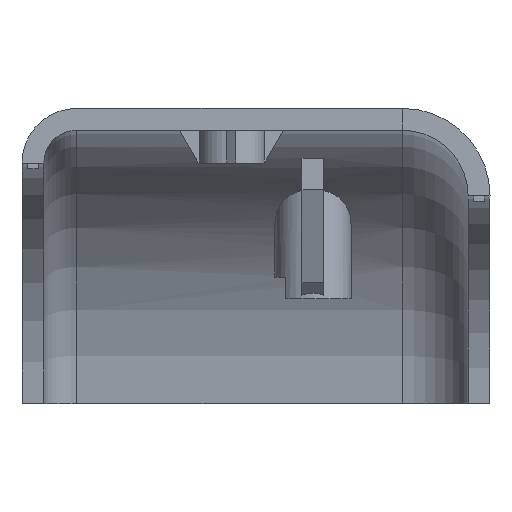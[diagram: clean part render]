
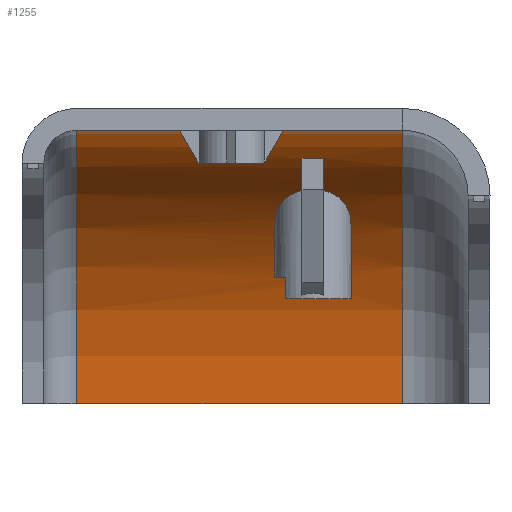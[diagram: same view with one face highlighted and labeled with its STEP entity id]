
A CAD part, left-side view. The second image highlights one B-rep face of the part: STEP entity #1255.
In plain terms, the highlighted cylindrical face has radius 25 mm (diameter 50 mm), a partial arc.
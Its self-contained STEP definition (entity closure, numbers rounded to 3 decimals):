
#21=FACE_BOUND('',#153,.T.);
#28=B_SPLINE_CURVE_WITH_KNOTS('',3,(#1941,#1942,#1943,#1944,#1945,#1946,
#1947,#1948,#1949,#1950,#1951,#1952,#1953,#1954,#1955,#1956,#1957,#1958,
#1959,#1960),.UNSPECIFIED.,.F.,.F.,(4,2,2,2,2,2,2,2,2,4),(0.,0.06,
0.121,0.327,0.536,0.745,0.936,
1.127,1.256,1.284),.UNSPECIFIED.);
#29=B_SPLINE_CURVE_WITH_KNOTS('',3,(#1972,#1973,#1974,#1975,#1976,#1977,
#1978,#1979,#1980,#1981,#1982,#1983,#1984,#1985,#1986,#1987,#1988,#1989,
#1990,#1991),.UNSPECIFIED.,.F.,.F.,(4,2,2,2,2,2,2,2,2,4),(1.483,
1.512,1.64,1.832,2.023,2.261,
2.499,2.64,2.711,2.781),
 .UNSPECIFIED.);
#40=CYLINDRICAL_SURFACE('',#1359,25.);
#77=FACE_OUTER_BOUND('',#152,.T.);
#152=EDGE_LOOP('',(#921,#922,#923,#924));
#153=EDGE_LOOP('',(#925,#926,#927,#928,#929));
#225=CIRCLE('',#1360,25.);
#226=CIRCLE('',#1361,25.);
#227=CIRCLE('',#1362,25.);
#228=CIRCLE('',#1363,25.);
#308=LINE('',#2010,#434);
#309=LINE('',#2012,#435);
#310=LINE('',#2016,#436);
#434=VECTOR('',#1580,10.);
#435=VECTOR('',#1583,10.);
#436=VECTOR('',#1586,10.);
#526=VERTEX_POINT('',#1867);
#545=VERTEX_POINT('',#1925);
#548=VERTEX_POINT('',#1934);
#550=VERTEX_POINT('',#1938);
#551=VERTEX_POINT('',#1940);
#560=VERTEX_POINT('',#2007);
#561=VERTEX_POINT('',#2009);
#562=VERTEX_POINT('',#2013);
#563=VERTEX_POINT('',#2015);
#683=EDGE_CURVE('',#551,#550,#28,.T.);
#690=EDGE_CURVE('',#548,#551,#29,.T.);
#697=EDGE_CURVE('',#526,#560,#225,.T.);
#698=EDGE_CURVE('',#561,#560,#308,.T.);
#699=EDGE_CURVE('',#561,#545,#226,.T.);
#700=EDGE_CURVE('',#526,#545,#309,.T.);
#701=EDGE_CURVE('',#562,#550,#227,.T.);
#702=EDGE_CURVE('',#563,#562,#310,.T.);
#703=EDGE_CURVE('',#548,#563,#228,.T.);
#921=ORIENTED_EDGE('',*,*,#697,.T.);
#922=ORIENTED_EDGE('',*,*,#698,.F.);
#923=ORIENTED_EDGE('',*,*,#699,.T.);
#924=ORIENTED_EDGE('',*,*,#700,.F.);
#925=ORIENTED_EDGE('',*,*,#690,.T.);
#926=ORIENTED_EDGE('',*,*,#683,.T.);
#927=ORIENTED_EDGE('',*,*,#701,.F.);
#928=ORIENTED_EDGE('',*,*,#702,.F.);
#929=ORIENTED_EDGE('',*,*,#703,.F.);
#1255=ADVANCED_FACE('',(#77,#21),#40,.F.);
#1359=AXIS2_PLACEMENT_3D('',#2006,#1576,#1577);
#1360=AXIS2_PLACEMENT_3D('',#2008,#1578,#1579);
#1361=AXIS2_PLACEMENT_3D('',#2011,#1581,#1582);
#1362=AXIS2_PLACEMENT_3D('',#2014,#1584,#1585);
#1363=AXIS2_PLACEMENT_3D('',#2017,#1587,#1588);
#1576=DIRECTION('center_axis',(0.,1.,0.));
#1577=DIRECTION('ref_axis',(0.707,0.,0.707));
#1578=DIRECTION('center_axis',(0.,1.,0.));
#1579=DIRECTION('ref_axis',(0.707,0.,0.707));
#1580=DIRECTION('',(0.,1.,0.));
#1581=DIRECTION('center_axis',(0.,-1.,0.));
#1582=DIRECTION('ref_axis',(0.707,0.,0.707));
#1583=DIRECTION('',(0.,-1.,0.));
#1584=DIRECTION('center_axis',(0.,1.,0.));
#1585=DIRECTION('ref_axis',(0.707,0.,0.707));
#1586=DIRECTION('',(0.,1.,0.));
#1587=DIRECTION('center_axis',(0.,-1.,0.));
#1588=DIRECTION('ref_axis',(0.707,0.,0.707));
#1867=CARTESIAN_POINT('',(83.355,47.549,27.));
#1925=CARTESIAN_POINT('',(83.355,17.749,27.));
#1934=CARTESIAN_POINT('',(99.007,24.945,21.494));
#1938=CARTESIAN_POINT('',(99.007,26.945,21.494));
#1940=CARTESIAN_POINT('',(105.862,25.945,12.884));
#1941=CARTESIAN_POINT('Ctrl Pts',(105.862,25.945,12.884));
#1942=CARTESIAN_POINT('Ctrl Pts',(105.862,26.146,12.884));
#1943=CARTESIAN_POINT('Ctrl Pts',(105.843,26.36,12.923));
#1944=CARTESIAN_POINT('Ctrl Pts',(105.771,26.76,13.069));
#1945=CARTESIAN_POINT('Ctrl Pts',(105.719,26.947,13.174));
#1946=CARTESIAN_POINT('Ctrl Pts',(105.473,27.648,13.661));
#1947=CARTESIAN_POINT('Ctrl Pts',(105.149,28.107,14.263));
#1948=CARTESIAN_POINT('Ctrl Pts',(104.519,28.737,15.321));
#1949=CARTESIAN_POINT('Ctrl Pts',(104.133,28.999,15.922));
#1950=CARTESIAN_POINT('Ctrl Pts',(103.28,29.354,17.117));
#1951=CARTESIAN_POINT('Ctrl Pts',(102.814,29.445,17.711));
#1952=CARTESIAN_POINT('Ctrl Pts',(101.947,29.445,18.725));
#1953=CARTESIAN_POINT('Ctrl Pts',(101.476,29.368,19.235));
#1954=CARTESIAN_POINT('Ctrl Pts',(100.553,28.983,20.156));
#1955=CARTESIAN_POINT('Ctrl Pts',(100.102,28.675,20.568));
#1956=CARTESIAN_POINT('Ctrl Pts',(99.491,27.982,21.098));
#1957=CARTESIAN_POINT('Ctrl Pts',(99.261,27.624,21.289));
#1958=CARTESIAN_POINT('Ctrl Pts',(99.067,27.132,21.445));
#1959=CARTESIAN_POINT('Ctrl Pts',(99.036,27.039,21.471));
#1960=CARTESIAN_POINT('Ctrl Pts',(99.007,26.945,21.494));
#1972=CARTESIAN_POINT('Ctrl Pts',(99.007,24.945,21.494));
#1973=CARTESIAN_POINT('Ctrl Pts',(99.036,24.851,21.471));
#1974=CARTESIAN_POINT('Ctrl Pts',(99.067,24.758,21.445));
#1975=CARTESIAN_POINT('Ctrl Pts',(99.261,24.266,21.289));
#1976=CARTESIAN_POINT('Ctrl Pts',(99.491,23.908,21.098));
#1977=CARTESIAN_POINT('Ctrl Pts',(100.102,23.215,20.568));
#1978=CARTESIAN_POINT('Ctrl Pts',(100.553,22.907,20.156));
#1979=CARTESIAN_POINT('Ctrl Pts',(101.476,22.522,19.235));
#1980=CARTESIAN_POINT('Ctrl Pts',(101.947,22.445,18.725));
#1981=CARTESIAN_POINT('Ctrl Pts',(102.877,22.445,17.637));
#1982=CARTESIAN_POINT('Ctrl Pts',(103.403,22.563,16.959));
#1983=CARTESIAN_POINT('Ctrl Pts',(104.347,23.015,15.603));
#1984=CARTESIAN_POINT('Ctrl Pts',(104.766,23.346,14.924));
#1985=CARTESIAN_POINT('Ctrl Pts',(105.296,24.011,13.99));
#1986=CARTESIAN_POINT('Ctrl Pts',(105.488,24.323,13.629));
#1987=CARTESIAN_POINT('Ctrl Pts',(105.699,24.873,13.215));
#1988=CARTESIAN_POINT('Ctrl Pts',(105.757,25.07,13.098));
#1989=CARTESIAN_POINT('Ctrl Pts',(105.838,25.488,12.933));
#1990=CARTESIAN_POINT('Ctrl Pts',(105.862,25.71,12.884));
#1991=CARTESIAN_POINT('Ctrl Pts',(105.862,25.945,12.884));
#2006=CARTESIAN_POINT('Origin',(83.355,20.449,2.));
#2007=CARTESIAN_POINT('',(108.355,47.549,2.));
#2008=CARTESIAN_POINT('Origin',(83.355,47.549,2.));
#2009=CARTESIAN_POINT('',(108.355,17.749,2.));
#2010=CARTESIAN_POINT('',(108.355,20.449,2.));
#2011=CARTESIAN_POINT('Origin',(83.355,17.749,2.));
#2012=CARTESIAN_POINT('',(83.355,20.449,27.));
#2013=CARTESIAN_POINT('',(94.362,26.945,24.447));
#2014=CARTESIAN_POINT('Origin',(83.355,26.945,2.));
#2015=CARTESIAN_POINT('',(94.362,24.945,24.447));
#2016=CARTESIAN_POINT('',(94.362,20.449,24.447));
#2017=CARTESIAN_POINT('Origin',(83.355,24.945,2.));
